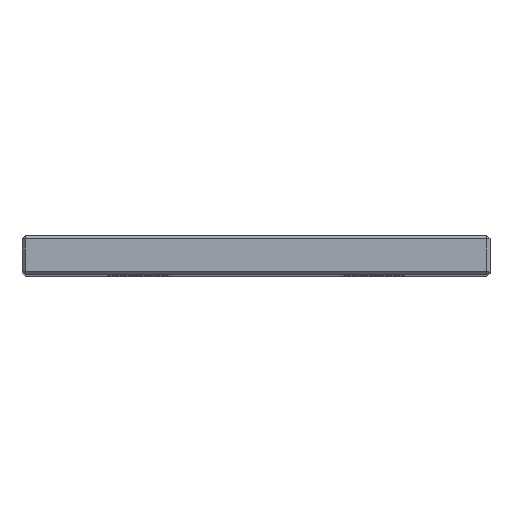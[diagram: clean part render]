
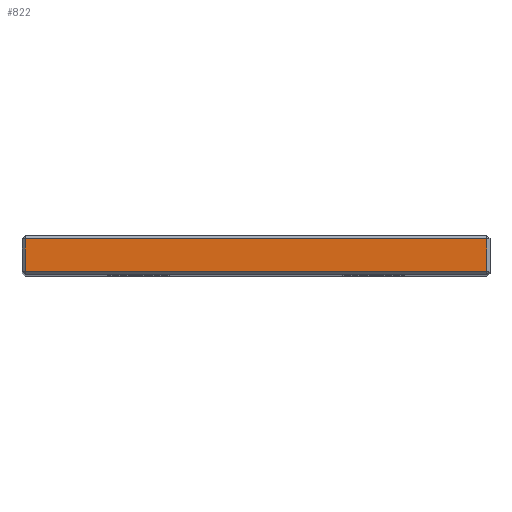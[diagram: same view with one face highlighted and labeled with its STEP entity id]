
A CAD part, top view. The second image highlights one B-rep face of the part: STEP entity #822.
In plain terms, the highlighted planar face has unit normal (0, 0, 1).
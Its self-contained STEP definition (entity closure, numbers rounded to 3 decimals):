
#29 = CARTESIAN_POINT ( 'NONE',  ( -38., 0.5, 76. ) ) ;
#60 = VECTOR ( 'NONE', #773, 1000. ) ;
#64 = EDGE_LOOP ( 'NONE', ( #1750, #145, #351, #439 ) ) ;
#83 = CARTESIAN_POINT ( 'NONE',  ( 37.5, 5.85, 76. ) ) ;
#145 = ORIENTED_EDGE ( 'NONE', *, *, #1393, .T. ) ;
#232 = CARTESIAN_POINT ( 'NONE',  ( 37.5, 6.35, 76. ) ) ;
#234 = PLANE ( 'NONE',  #1720 ) ;
#246 = VERTEX_POINT ( 'NONE', #1821 ) ;
#351 = ORIENTED_EDGE ( 'NONE', *, *, #1185, .T. ) ;
#432 = VERTEX_POINT ( 'NONE', #1317 ) ;
#439 = ORIENTED_EDGE ( 'NONE', *, *, #1831, .T. ) ;
#612 = CARTESIAN_POINT ( 'NONE',  ( -38., 5.85, 76. ) ) ;
#623 = DIRECTION ( 'NONE',  ( 0., -1., 0. ) ) ;
#663 = DIRECTION ( 'NONE',  ( 1., 0., 0. ) ) ;
#762 = LINE ( 'NONE', #612, #60 ) ;
#773 = DIRECTION ( 'NONE',  ( -1., 0., 0. ) ) ;
#822 = ADVANCED_FACE ( 'NONE', ( #1695 ), #234, .F. ) ;
#834 = CARTESIAN_POINT ( 'NONE',  ( 37.5, 0.5, 76. ) ) ;
#1109 = CARTESIAN_POINT ( 'NONE',  ( -37.5, 6.35, 76. ) ) ;
#1180 = VERTEX_POINT ( 'NONE', #834 ) ;
#1185 = EDGE_CURVE ( 'NONE', #246, #1180, #1610, .T. ) ;
#1200 = VECTOR ( 'NONE', #623, 1000. ) ;
#1206 = DIRECTION ( 'NONE',  ( 0., 1., 0. ) ) ;
#1218 = DIRECTION ( 'NONE',  ( 0., 0., -1. ) ) ;
#1296 = VERTEX_POINT ( 'NONE', #83 ) ;
#1317 = CARTESIAN_POINT ( 'NONE',  ( -37.5, 5.85, 76. ) ) ;
#1393 = EDGE_CURVE ( 'NONE', #432, #246, #1878, .T. ) ;
#1422 = EDGE_CURVE ( 'NONE', #1296, #432, #762, .T. ) ;
#1610 = LINE ( 'NONE', #29, #1752 ) ;
#1661 = CARTESIAN_POINT ( 'NONE',  ( -38., 6.35, 76. ) ) ;
#1695 = FACE_OUTER_BOUND ( 'NONE', #64, .T. ) ;
#1720 = AXIS2_PLACEMENT_3D ( 'NONE', #1661, #1218, #1997 ) ;
#1750 = ORIENTED_EDGE ( 'NONE', *, *, #1422, .T. ) ;
#1752 = VECTOR ( 'NONE', #663, 1000. ) ;
#1821 = CARTESIAN_POINT ( 'NONE',  ( -37.5, 0.5, 76. ) ) ;
#1831 = EDGE_CURVE ( 'NONE', #1180, #1296, #1986, .T. ) ;
#1878 = LINE ( 'NONE', #1109, #1200 ) ;
#1986 = LINE ( 'NONE', #232, #2073 ) ;
#1997 = DIRECTION ( 'NONE',  ( 0., -1., 0. ) ) ;
#2073 = VECTOR ( 'NONE', #1206, 1000. ) ;
